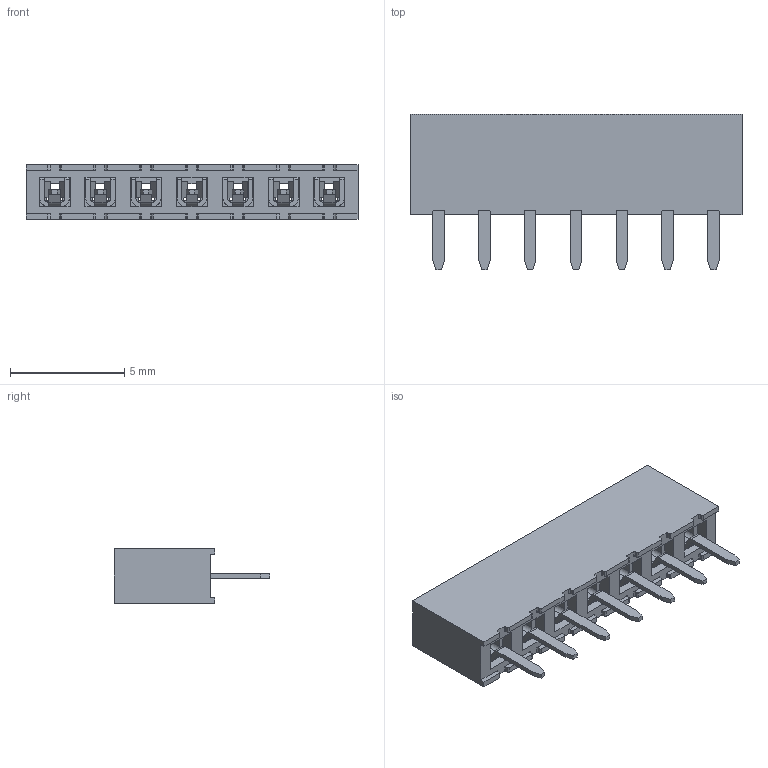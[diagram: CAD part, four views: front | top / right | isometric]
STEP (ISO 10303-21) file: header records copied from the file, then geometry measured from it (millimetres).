
FILE_DESCRIPTION(/* description */ ('STEP AP242','CAx-IF Rec.Pracs.---Representation and Presentation of Product Manufacturing Information (PMI)---4.0---2014-10-13','CAx-IF Rec.Pracs.---3D Tessellated Geometry---0.4---2014-09-14','2;1'),/* implementation_level */ '2;1');
FILE_NAME(/* name */ '6791228fac1cb12fba6ac8d3',/* time_stamp */ '2025-01-22T16:53:36Z',/* author */ (''),/* organization */ (''),/* preprocessor_version */ 'ST-DEVELOPER v20',/* originating_system */ 'ONSHAPE BY PTC INC, 1.192',/* authorisation */ ' ');
FILE_SCHEMA (('AP242_MANAGED_MODEL_BASED_3D_ENGINEERING_MIM_LF { 1 0 10303 442 1 1 4 }'));
Length unit declared in the file: metre
Products named in the file (3): M22-7130742_asm; M22-713_CONTACT; M22-71310_MOULD
Assembly tree (8 placements, depth 2):
  M22-7130742_asm
    M22-713_CONTACT  x7
    M22-71310_MOULD
Bounding box: 14.5 x 6.8 x 2.4 mm (x, y, z)
Volume: 110.6 mm3; surface area: 515.7 mm2
Topology: 8 solids, 8 shells, 668 faces, 1767 edges, 1122 vertices
Faces by surface type: plane 423, cylinder 245
Entity records: 9004 total; most frequent: CARTESIAN_POINT 1622, ORIENTED_EDGE 1530, DIRECTION 1491, EDGE_CURVE 765, LINE 597, VECTOR 597, VERTEX_POINT 498, AXIS2_PLACEMENT_3D 447
